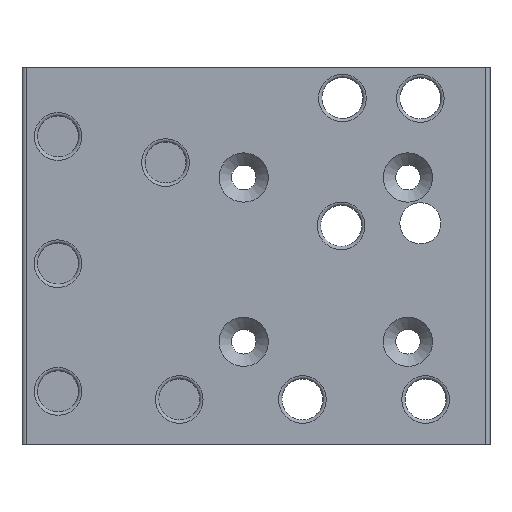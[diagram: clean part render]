
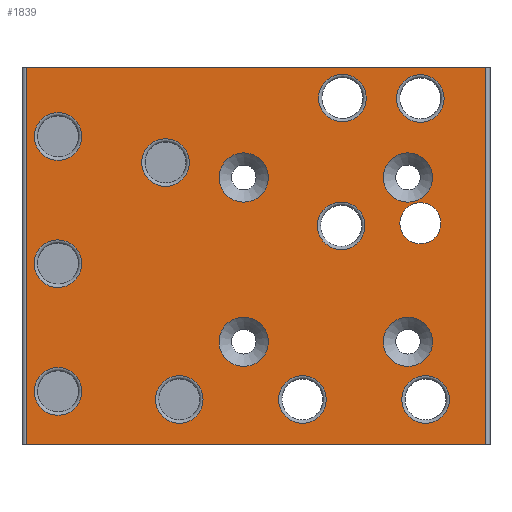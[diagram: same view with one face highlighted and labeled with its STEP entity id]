
A CAD part, left-side view. The second image highlights one B-rep face of the part: STEP entity #1839.
In plain terms, the highlighted planar face has unit normal (-1, 0, 0).
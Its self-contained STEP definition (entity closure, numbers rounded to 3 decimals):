
#89=FACE_BOUND('',#531,.T.);
#90=FACE_BOUND('',#532,.T.);
#91=FACE_BOUND('',#533,.T.);
#92=FACE_BOUND('',#534,.T.);
#93=FACE_BOUND('',#535,.T.);
#94=FACE_BOUND('',#536,.T.);
#95=FACE_BOUND('',#537,.T.);
#96=FACE_BOUND('',#538,.T.);
#97=FACE_BOUND('',#539,.T.);
#98=FACE_BOUND('',#540,.T.);
#99=FACE_BOUND('',#541,.T.);
#100=FACE_BOUND('',#542,.T.);
#101=FACE_BOUND('',#543,.T.);
#102=FACE_BOUND('',#544,.T.);
#103=FACE_BOUND('',#545,.T.);
#126=LINE('',#2852,#255);
#127=LINE('',#2854,#256);
#128=LINE('',#2856,#257);
#129=LINE('',#2857,#258);
#255=VECTOR('',#2225,10.);
#256=VECTOR('',#2226,10.);
#257=VECTOR('',#2227,10.);
#258=VECTOR('',#2228,10.);
#384=PLANE('',#1967);
#420=FACE_OUTER_BOUND('',#530,.T.);
#530=EDGE_LOOP('',(#1279,#1280,#1281,#1282));
#531=EDGE_LOOP('',(#1283));
#532=EDGE_LOOP('',(#1284));
#533=EDGE_LOOP('',(#1285));
#534=EDGE_LOOP('',(#1286));
#535=EDGE_LOOP('',(#1287));
#536=EDGE_LOOP('',(#1288));
#537=EDGE_LOOP('',(#1289));
#538=EDGE_LOOP('',(#1290));
#539=EDGE_LOOP('',(#1291));
#540=EDGE_LOOP('',(#1292));
#541=EDGE_LOOP('',(#1293));
#542=EDGE_LOOP('',(#1294));
#543=EDGE_LOOP('',(#1295));
#544=EDGE_LOOP('',(#1296));
#545=EDGE_LOOP('',(#1297));
#676=CIRCLE('',#1963,2.9);
#680=CIRCLE('',#1968,2.9);
#681=CIRCLE('',#1969,2.9);
#682=CIRCLE('',#1970,2.9);
#683=CIRCLE('',#1971,2.9);
#684=CIRCLE('',#1972,2.9);
#685=CIRCLE('',#1973,2.5);
#686=CIRCLE('',#1974,3.);
#687=CIRCLE('',#1975,3.);
#688=CIRCLE('',#1976,3.);
#689=CIRCLE('',#1977,3.);
#690=CIRCLE('',#1978,2.9);
#691=CIRCLE('',#1979,2.9);
#692=CIRCLE('',#1980,2.9);
#693=CIRCLE('',#1981,2.9);
#815=VERTEX_POINT('',#2842);
#818=VERTEX_POINT('',#2850);
#819=VERTEX_POINT('',#2851);
#820=VERTEX_POINT('',#2853);
#821=VERTEX_POINT('',#2855);
#822=VERTEX_POINT('',#2858);
#823=VERTEX_POINT('',#2860);
#824=VERTEX_POINT('',#2862);
#825=VERTEX_POINT('',#2864);
#826=VERTEX_POINT('',#2866);
#827=VERTEX_POINT('',#2868);
#828=VERTEX_POINT('',#2870);
#829=VERTEX_POINT('',#2872);
#830=VERTEX_POINT('',#2874);
#831=VERTEX_POINT('',#2876);
#832=VERTEX_POINT('',#2878);
#833=VERTEX_POINT('',#2880);
#834=VERTEX_POINT('',#2882);
#835=VERTEX_POINT('',#2884);
#997=EDGE_CURVE('',#815,#815,#676,.T.);
#1001=EDGE_CURVE('',#818,#819,#126,.T.);
#1002=EDGE_CURVE('',#818,#820,#127,.T.);
#1003=EDGE_CURVE('',#821,#820,#128,.T.);
#1004=EDGE_CURVE('',#821,#819,#129,.T.);
#1005=EDGE_CURVE('',#822,#822,#680,.T.);
#1006=EDGE_CURVE('',#823,#823,#681,.T.);
#1007=EDGE_CURVE('',#824,#824,#682,.T.);
#1008=EDGE_CURVE('',#825,#825,#683,.T.);
#1009=EDGE_CURVE('',#826,#826,#684,.T.);
#1010=EDGE_CURVE('',#827,#827,#685,.T.);
#1011=EDGE_CURVE('',#828,#828,#686,.T.);
#1012=EDGE_CURVE('',#829,#829,#687,.T.);
#1013=EDGE_CURVE('',#830,#830,#688,.T.);
#1014=EDGE_CURVE('',#831,#831,#689,.T.);
#1015=EDGE_CURVE('',#832,#832,#690,.T.);
#1016=EDGE_CURVE('',#833,#833,#691,.T.);
#1017=EDGE_CURVE('',#834,#834,#692,.T.);
#1018=EDGE_CURVE('',#835,#835,#693,.T.);
#1279=ORIENTED_EDGE('',*,*,#1001,.F.);
#1280=ORIENTED_EDGE('',*,*,#1002,.T.);
#1281=ORIENTED_EDGE('',*,*,#1003,.F.);
#1282=ORIENTED_EDGE('',*,*,#1004,.T.);
#1283=ORIENTED_EDGE('',*,*,#1005,.F.);
#1284=ORIENTED_EDGE('',*,*,#1006,.F.);
#1285=ORIENTED_EDGE('',*,*,#1007,.F.);
#1286=ORIENTED_EDGE('',*,*,#1008,.F.);
#1287=ORIENTED_EDGE('',*,*,#1009,.F.);
#1288=ORIENTED_EDGE('',*,*,#1010,.T.);
#1289=ORIENTED_EDGE('',*,*,#1011,.T.);
#1290=ORIENTED_EDGE('',*,*,#1012,.T.);
#1291=ORIENTED_EDGE('',*,*,#1013,.T.);
#1292=ORIENTED_EDGE('',*,*,#1014,.T.);
#1293=ORIENTED_EDGE('',*,*,#1015,.F.);
#1294=ORIENTED_EDGE('',*,*,#1016,.F.);
#1295=ORIENTED_EDGE('',*,*,#1017,.F.);
#1296=ORIENTED_EDGE('',*,*,#1018,.F.);
#1297=ORIENTED_EDGE('',*,*,#997,.F.);
#1839=ADVANCED_FACE('',(#420,#89,#90,#91,#92,#93,#94,#95,#96,#97,#98,#99,
#100,#101,#102,#103),#384,.T.);
#1963=AXIS2_PLACEMENT_3D('',#2843,#2215,#2216);
#1967=AXIS2_PLACEMENT_3D('',#2849,#2223,#2224);
#1968=AXIS2_PLACEMENT_3D('',#2859,#2229,#2230);
#1969=AXIS2_PLACEMENT_3D('',#2861,#2231,#2232);
#1970=AXIS2_PLACEMENT_3D('',#2863,#2233,#2234);
#1971=AXIS2_PLACEMENT_3D('',#2865,#2235,#2236);
#1972=AXIS2_PLACEMENT_3D('',#2867,#2237,#2238);
#1973=AXIS2_PLACEMENT_3D('',#2869,#2239,#2240);
#1974=AXIS2_PLACEMENT_3D('',#2871,#2241,#2242);
#1975=AXIS2_PLACEMENT_3D('',#2873,#2243,#2244);
#1976=AXIS2_PLACEMENT_3D('',#2875,#2245,#2246);
#1977=AXIS2_PLACEMENT_3D('',#2877,#2247,#2248);
#1978=AXIS2_PLACEMENT_3D('',#2879,#2249,#2250);
#1979=AXIS2_PLACEMENT_3D('',#2881,#2251,#2252);
#1980=AXIS2_PLACEMENT_3D('',#2883,#2253,#2254);
#1981=AXIS2_PLACEMENT_3D('',#2885,#2255,#2256);
#2215=DIRECTION('center_axis',(-1.,0.,0.));
#2216=DIRECTION('ref_axis',(0.,1.,0.));
#2223=DIRECTION('center_axis',(-1.,0.,0.));
#2224=DIRECTION('ref_axis',(0.,0.,1.));
#2225=DIRECTION('',(0.,0.,1.));
#2226=DIRECTION('',(0.,-1.,0.));
#2227=DIRECTION('',(0.,0.,-1.));
#2228=DIRECTION('',(0.,1.,0.));
#2229=DIRECTION('center_axis',(-1.,0.,0.));
#2230=DIRECTION('ref_axis',(0.,1.,0.));
#2231=DIRECTION('center_axis',(-1.,0.,0.));
#2232=DIRECTION('ref_axis',(0.,1.,0.));
#2233=DIRECTION('center_axis',(-1.,0.,0.));
#2234=DIRECTION('ref_axis',(0.,0.,1.));
#2235=DIRECTION('center_axis',(-1.,0.,0.));
#2236=DIRECTION('ref_axis',(0.,1.,0.));
#2237=DIRECTION('center_axis',(-1.,0.,0.));
#2238=DIRECTION('ref_axis',(0.,1.,0.));
#2239=DIRECTION('center_axis',(1.,0.,0.));
#2240=DIRECTION('ref_axis',(0.,-1.,0.));
#2241=DIRECTION('center_axis',(1.,0.,0.));
#2242=DIRECTION('ref_axis',(0.,0.,-1.));
#2243=DIRECTION('center_axis',(1.,0.,0.));
#2244=DIRECTION('ref_axis',(0.,0.,-1.));
#2245=DIRECTION('center_axis',(1.,0.,0.));
#2246=DIRECTION('ref_axis',(0.,0.,-1.));
#2247=DIRECTION('center_axis',(1.,0.,0.));
#2248=DIRECTION('ref_axis',(0.,0.,-1.));
#2249=DIRECTION('center_axis',(-1.,0.,0.));
#2250=DIRECTION('ref_axis',(0.,1.,0.));
#2251=DIRECTION('center_axis',(-1.,0.,0.));
#2252=DIRECTION('ref_axis',(0.,1.,0.));
#2253=DIRECTION('center_axis',(-1.,0.,0.));
#2254=DIRECTION('ref_axis',(0.,0.,1.));
#2255=DIRECTION('center_axis',(-1.,0.,0.));
#2256=DIRECTION('ref_axis',(0.,1.,0.));
#2842=CARTESIAN_POINT('',(10.798,-11.512,15.084));
#2843=CARTESIAN_POINT('Origin',(10.798,-11.512,12.184));
#2849=CARTESIAN_POINT('Origin',(10.798,10.5,-7.));
#2850=CARTESIAN_POINT('',(10.798,36.5,-30.));
#2851=CARTESIAN_POINT('',(10.798,36.5,16.));
#2852=CARTESIAN_POINT('',(10.798,36.5,4.5));
#2853=CARTESIAN_POINT('',(10.798,-19.5,-30.));
#2854=CARTESIAN_POINT('',(10.798,39.,-30.));
#2855=CARTESIAN_POINT('',(10.798,-19.5,16.));
#2856=CARTESIAN_POINT('',(10.798,-19.5,-18.5));
#2857=CARTESIAN_POINT('',(10.798,-18.,16.));
#2858=CARTESIAN_POINT('',(10.798,-2.023,15.135));
#2859=CARTESIAN_POINT('Origin',(10.798,-2.023,12.235));
#2860=CARTESIAN_POINT('',(10.798,-12.152,-21.576));
#2861=CARTESIAN_POINT('Origin',(10.798,-12.152,-24.476));
#2862=CARTESIAN_POINT('',(10.798,17.848,-21.576));
#2863=CARTESIAN_POINT('Origin',(10.798,17.848,-24.476));
#2864=CARTESIAN_POINT('',(10.798,32.633,-5.031));
#2865=CARTESIAN_POINT('Origin',(10.798,32.633,-7.931));
#2866=CARTESIAN_POINT('',(10.798,19.519,7.279));
#2867=CARTESIAN_POINT('Origin',(10.798,19.519,4.379));
#2868=CARTESIAN_POINT('',(10.798,-9.019,-3.015));
#2869=CARTESIAN_POINT('Origin',(10.798,-11.519,-3.015));
#2870=CARTESIAN_POINT('',(10.798,-10.,5.559));
#2871=CARTESIAN_POINT('Origin',(10.798,-10.,2.559));
#2872=CARTESIAN_POINT('',(10.798,-10.,-14.441));
#2873=CARTESIAN_POINT('Origin',(10.798,-10.,-17.441));
#2874=CARTESIAN_POINT('',(10.798,10.,-14.441));
#2875=CARTESIAN_POINT('Origin',(10.798,10.,-17.441));
#2876=CARTESIAN_POINT('',(10.798,10.,5.559));
#2877=CARTESIAN_POINT('Origin',(10.798,10.,2.559));
#2878=CARTESIAN_POINT('',(10.798,32.611,10.458));
#2879=CARTESIAN_POINT('Origin',(10.798,32.611,7.558));
#2880=CARTESIAN_POINT('',(10.798,32.618,-20.589));
#2881=CARTESIAN_POINT('Origin',(10.798,32.618,-23.489));
#2882=CARTESIAN_POINT('',(10.798,2.848,-21.576));
#2883=CARTESIAN_POINT('Origin',(10.798,2.848,-24.476));
#2884=CARTESIAN_POINT('',(10.798,-1.875,-0.424));
#2885=CARTESIAN_POINT('Origin',(10.798,-1.875,-3.324));
